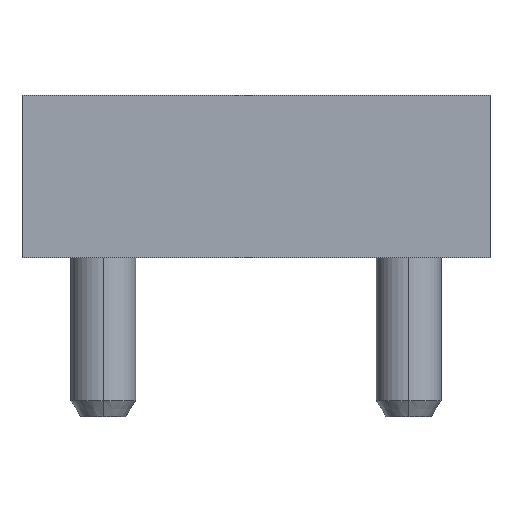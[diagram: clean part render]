
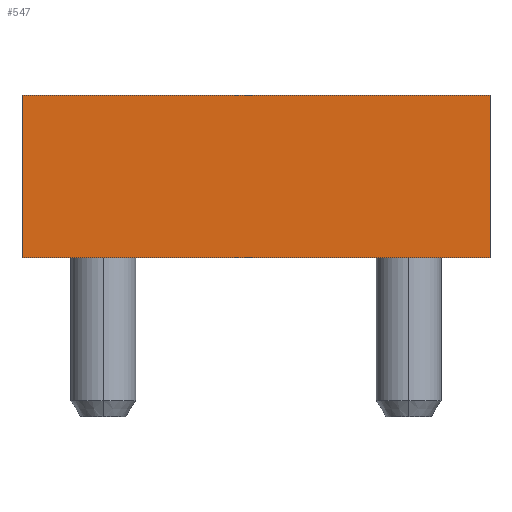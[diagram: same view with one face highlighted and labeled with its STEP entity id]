
A CAD part, top view. The second image highlights one B-rep face of the part: STEP entity #547.
In plain terms, the highlighted planar face has unit normal (0, 0, 1).
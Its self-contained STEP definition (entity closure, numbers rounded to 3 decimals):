
#14 = CARTESIAN_POINT ( 'NONE',  ( 7.2, 2.5, 2.5 ) ) ;
#15 = DIRECTION ( 'NONE',  ( 0., -1., 0. ) ) ;
#24 = DIRECTION ( 'NONE',  ( 0., 0., -1. ) ) ;
#43 = VECTOR ( 'NONE', #796, 1000. ) ;
#58 = CARTESIAN_POINT ( 'NONE',  ( -7.2, 2.5, 2.5 ) ) ;
#108 = ORIENTED_EDGE ( 'NONE', *, *, #442, .F. ) ;
#123 = DIRECTION ( 'NONE',  ( -1., 0., 0. ) ) ;
#162 = FACE_OUTER_BOUND ( 'NONE', #383, .T. ) ;
#206 = DIRECTION ( 'NONE',  ( -1., 0., 0. ) ) ;
#212 = VERTEX_POINT ( 'NONE', #620 ) ;
#213 = LINE ( 'NONE', #14, #43 ) ;
#280 = CARTESIAN_POINT ( 'NONE',  ( -7.2, 2.5, 2.5 ) ) ;
#287 = LINE ( 'NONE', #58, #794 ) ;
#298 = VERTEX_POINT ( 'NONE', #818 ) ;
#320 = AXIS2_PLACEMENT_3D ( 'NONE', #619, #24, #123 ) ;
#328 = DIRECTION ( 'NONE',  ( 0., -1., 0. ) ) ;
#349 = LINE ( 'NONE', #610, #378 ) ;
#378 = VECTOR ( 'NONE', #15, 1000. ) ;
#383 = EDGE_LOOP ( 'NONE', ( #437, #722, #108, #707 ) ) ;
#424 = VERTEX_POINT ( 'NONE', #280 ) ;
#437 = ORIENTED_EDGE ( 'NONE', *, *, #814, .T. ) ;
#439 = VECTOR ( 'NONE', #206, 1000. ) ;
#442 = EDGE_CURVE ( 'NONE', #212, #714, #349, .T. ) ;
#454 = EDGE_CURVE ( 'NONE', #714, #298, #679, .T. ) ;
#540 = CARTESIAN_POINT ( 'NONE',  ( 7.2, -2.5, 2.5 ) ) ;
#547 = ADVANCED_FACE ( 'NONE', ( #162 ), #685, .F. ) ;
#610 = CARTESIAN_POINT ( 'NONE',  ( 7.2, 2.5, 2.5 ) ) ;
#619 = CARTESIAN_POINT ( 'NONE',  ( 7.2, 2.5, 2.5 ) ) ;
#620 = CARTESIAN_POINT ( 'NONE',  ( 7.2, 2.5, 2.5 ) ) ;
#665 = CARTESIAN_POINT ( 'NONE',  ( 7.2, -2.5, 2.5 ) ) ;
#679 = LINE ( 'NONE', #540, #439 ) ;
#685 = PLANE ( 'NONE',  #320 ) ;
#707 = ORIENTED_EDGE ( 'NONE', *, *, #759, .T. ) ;
#714 = VERTEX_POINT ( 'NONE', #665 ) ;
#722 = ORIENTED_EDGE ( 'NONE', *, *, #454, .F. ) ;
#759 = EDGE_CURVE ( 'NONE', #212, #424, #213, .T. ) ;
#794 = VECTOR ( 'NONE', #328, 1000. ) ;
#796 = DIRECTION ( 'NONE',  ( -1., 0., 0. ) ) ;
#814 = EDGE_CURVE ( 'NONE', #424, #298, #287, .T. ) ;
#818 = CARTESIAN_POINT ( 'NONE',  ( -7.2, -2.5, 2.5 ) ) ;
